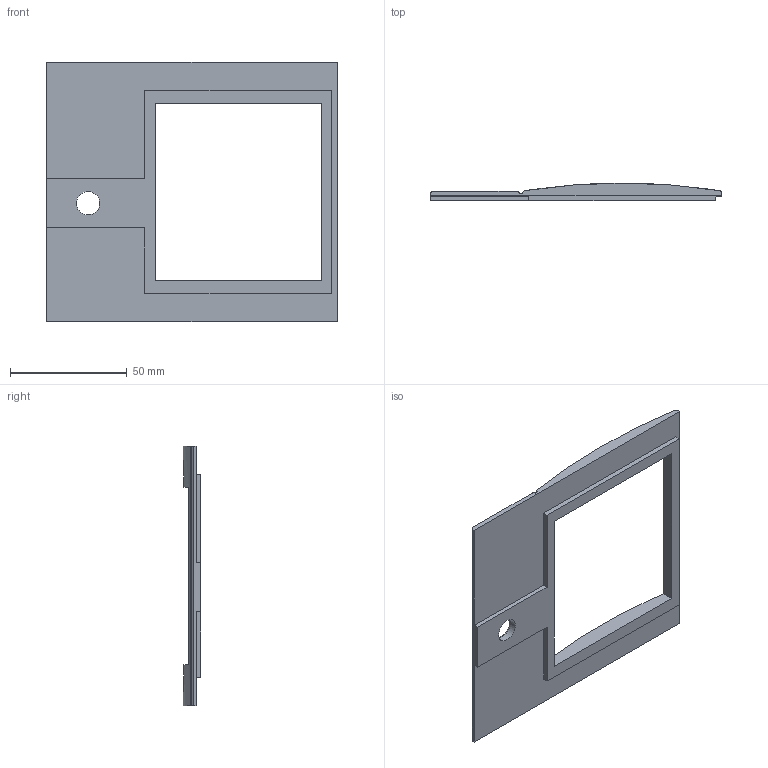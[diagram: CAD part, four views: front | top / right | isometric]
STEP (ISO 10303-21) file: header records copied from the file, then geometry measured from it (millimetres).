
FILE_DESCRIPTION(('CATIA V5 STEP Exchange'),'2;1');
FILE_NAME('1SDH001295R0384_1PA_001_00_XT2_4P_WITHDRAWABLE_MOSTRINA_RHD.stp','2014-11-11T15:27:41+00:00',('none'),('none'),'CATIA Version 5 Release 20 SP 1 (IN-10)','CATIA V5 STEP AP214','none');
FILE_SCHEMA(('AUTOMOTIVE_DESIGN { 1 0 10303 214 1 1 1 1 }'));
Length unit declared in the file: millimetre
Products named in the file (1): 1SDH001295R0384_1PA_001_00_XT2_4P_WITHDRAWABLE_MOSTRINA_RHD
Bounding box: 124.5 x 7.5 x 111 mm (x, y, z)
Volume: 28872.9 mm3; surface area: 20815.9 mm2
Topology: 1 solids, 1 shells, 29 faces, 79 edges, 52 vertices
Faces by surface type: plane 20, cylinder 7, torus 2
Entity records: 923 total; most frequent: CARTESIAN_POINT 160, ORIENTED_EDGE 158, DIRECTION 135, EDGE_CURVE 79, VECTOR 59, LINE 59, VERTEX_POINT 52, AXIS2_PLACEMENT_3D 49
